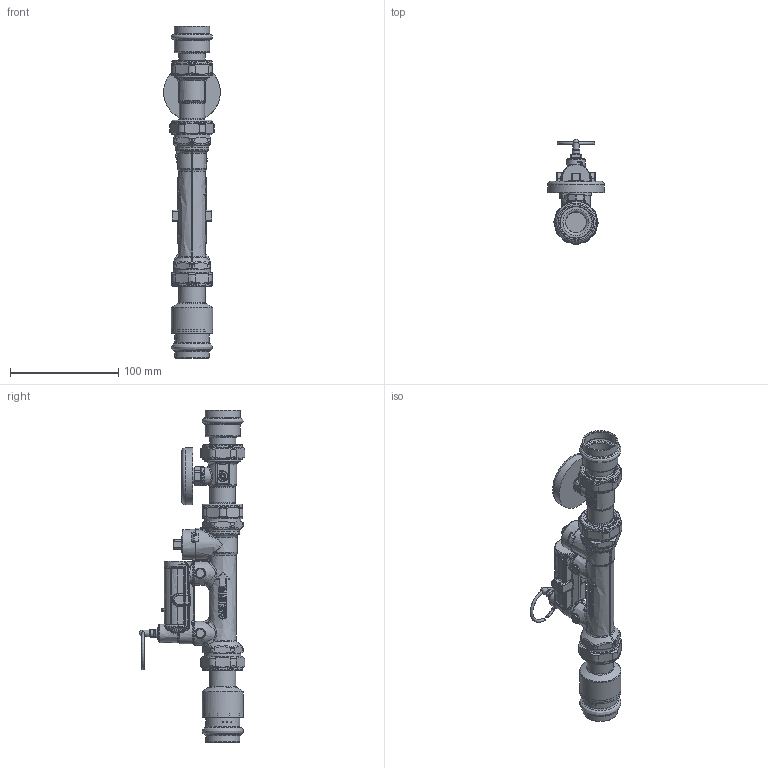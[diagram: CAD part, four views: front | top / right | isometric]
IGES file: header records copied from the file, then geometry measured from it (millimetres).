
Global section: file name: 132657AFC; native system: Autodesk Inventor 2025; preprocessor: unknown; author: ischreiner; date: 20250715.132259; units: centimetre
Bounding box: 52.28 x 97.4 x 306.38 mm (x, y, z)
Volume: 269521.5 mm3; surface area: 91494.6 mm2
Topology: 13 solids, 15 shells, 2582 faces, 6174 edges, 3508 vertices
Faces by surface type: bspline 2582
